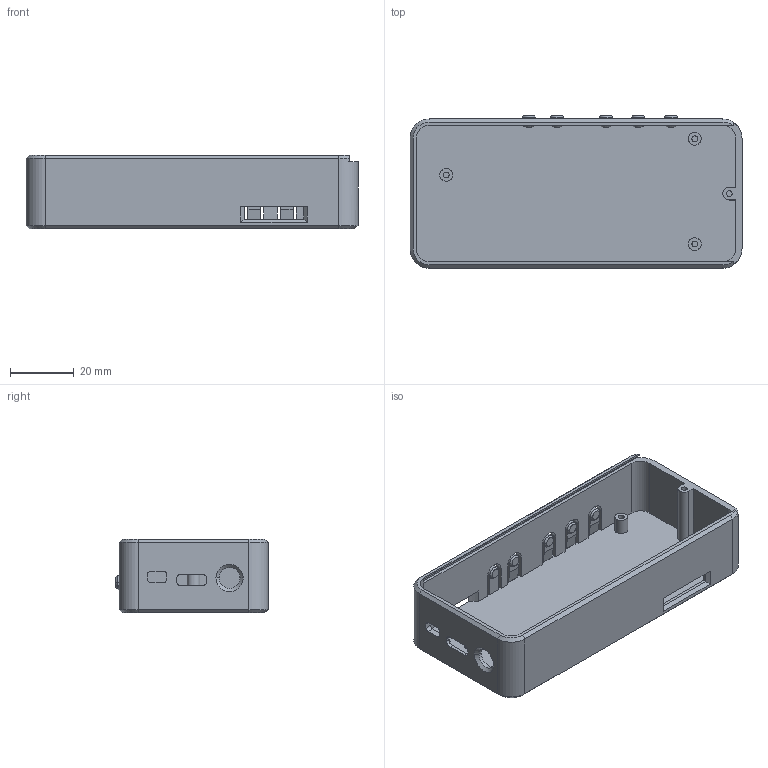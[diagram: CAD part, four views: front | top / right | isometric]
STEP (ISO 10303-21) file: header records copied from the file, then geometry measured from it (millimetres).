
FILE_DESCRIPTION((''),'2;1');
FILE_NAME('SPEAKER-SHELL2','2025-10-27T',('Katasa'),(''),'PRO/ENGINEER BY PARAMETRIC TECHNOLOGY CORPORATION, 2014310','PRO/ENGINEER BY PARAMETRIC TECHNOLOGY CORPORATION, 2014310','');
FILE_SCHEMA(('CONFIG_CONTROL_DESIGN'));
Length unit declared in the file: millimetre
Products named in the file (1): SPEAKER-SHELL2
Bounding box: 103.79 x 47.63 x 23 mm (x, y, z)
Volume: 20656.3 mm3; surface area: 22615.3 mm2
Topology: 1 solids, 1 shells, 188 faces, 481 edges, 296 vertices
Faces by surface type: plane 104, cylinder 45, cone 29, torus 10
Entity records: 5740 total; most frequent: CARTESIAN_POINT 1031, DIRECTION 994, ORIENTED_EDGE 962, EDGE_CURVE 481, AXIS2_PLACEMENT_3D 339, VECTOR 316, LINE 316, VERTEX_POINT 296
